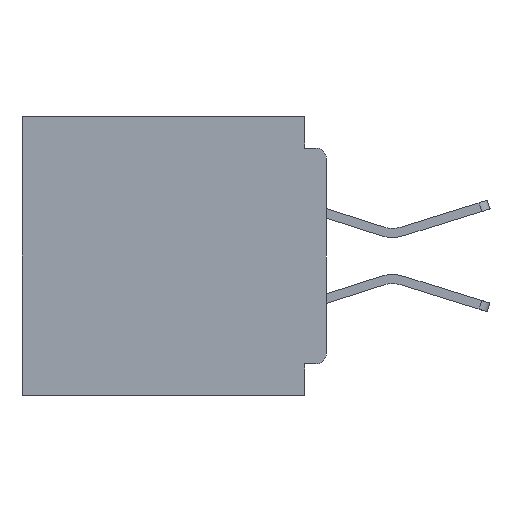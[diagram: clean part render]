
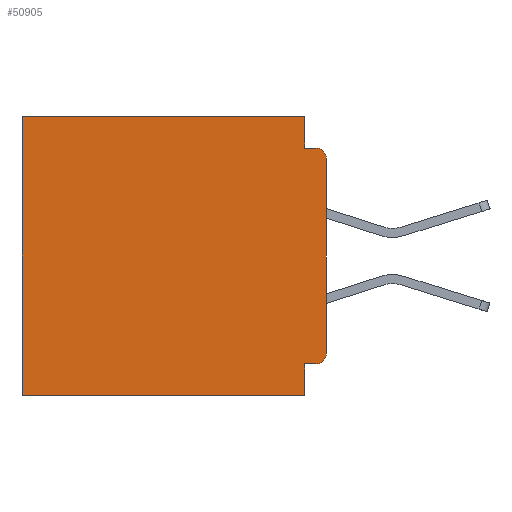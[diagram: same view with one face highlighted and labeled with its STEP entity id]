
A CAD part, left-side view. The second image highlights one B-rep face of the part: STEP entity #50905.
In plain terms, the highlighted planar face has unit normal (-1, 0, 0).
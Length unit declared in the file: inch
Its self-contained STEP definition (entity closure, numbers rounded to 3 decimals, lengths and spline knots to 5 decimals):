
#1630 = CARTESIAN_POINT ( 'NONE',  ( 0.3, 0.437, 0. ) ) ;
#2063 = EDGE_CURVE ( 'NONE', #36379, #4534, #27018, .T. ) ;
#2365 = EDGE_CURVE ( 'NONE', #22492, #34070, #10635, .T. ) ;
#2680 = EDGE_CURVE ( 'NONE', #45872, #34070, #20139, .T. ) ;
#4534 = VERTEX_POINT ( 'NONE', #47014 ) ;
#5204 = CARTESIAN_POINT ( 'NONE',  ( 0.3, 0.031, 0. ) ) ;
#5807 = CARTESIAN_POINT ( 'NONE',  ( 0.3, 0., -0.4 ) ) ;
#6158 = CARTESIAN_POINT ( 'NONE',  ( 0.3, 0., -0.34 ) ) ;
#7570 = DIRECTION ( 'NONE',  ( -1., 0., 0. ) ) ;
#7682 = CARTESIAN_POINT ( 'NONE',  ( 0.3, 0.031, 0. ) ) ;
#8911 = VECTOR ( 'NONE', #54984, 39.37008 ) ;
#9369 = DIRECTION ( 'NONE',  ( 0., 1., 0. ) ) ;
#10167 = DIRECTION ( 'NONE',  ( 0., 0., -1. ) ) ;
#10635 = LINE ( 'NONE', #13206, #55249 ) ;
#10964 = CARTESIAN_POINT ( 'NONE',  ( 0.3, 0., 0. ) ) ;
#13084 = CARTESIAN_POINT ( 'NONE',  ( 0.3, 0.015, -0.34 ) ) ;
#13206 = CARTESIAN_POINT ( 'NONE',  ( 0.3, 0., -0.045 ) ) ;
#13560 = VERTEX_POINT ( 'NONE', #39536 ) ;
#15065 = CIRCLE ( 'NONE', #54906, 0.015 ) ;
#15911 = VECTOR ( 'NONE', #44463, 39.37008 ) ;
#16961 = VERTEX_POINT ( 'NONE', #6158 ) ;
#17481 = DIRECTION ( 'NONE',  ( 0., 0., -1. ) ) ;
#17558 = ORIENTED_EDGE ( 'NONE', *, *, #2680, .T. ) ;
#18361 = CARTESIAN_POINT ( 'NONE',  ( 0.3, 0., -0.4 ) ) ;
#18828 = LINE ( 'NONE', #7682, #51960 ) ;
#20139 = CIRCLE ( 'NONE', #55929, 0.015 ) ;
#20185 = CARTESIAN_POINT ( 'NONE',  ( 0.3, 0.031, -0.4 ) ) ;
#20187 = EDGE_CURVE ( 'NONE', #51382, #36379, #22747, .T. ) ;
#21876 = EDGE_CURVE ( 'NONE', #50977, #16961, #15065, .T. ) ;
#21974 = CARTESIAN_POINT ( 'NONE',  ( 0.3, 0.031, -0.045 ) ) ;
#22006 = CARTESIAN_POINT ( 'NONE',  ( 0.3, 0.015, -0.045 ) ) ;
#22492 = VERTEX_POINT ( 'NONE', #21974 ) ;
#22747 = LINE ( 'NONE', #10964, #45764 ) ;
#22846 = EDGE_CURVE ( 'NONE', #50977, #13560, #52238, .T. ) ;
#23110 = PLANE ( 'NONE',  #34226 ) ;
#23601 = ORIENTED_EDGE ( 'NONE', *, *, #30988, .F. ) ;
#23632 = LINE ( 'NONE', #39757, #45278 ) ;
#23678 = CARTESIAN_POINT ( 'NONE',  ( 0.3, 0.015, -0.355 ) ) ;
#24341 = ORIENTED_EDGE ( 'NONE', *, *, #2063, .T. ) ;
#24841 = CARTESIAN_POINT ( 'NONE',  ( 0.3, 0., -0.355 ) ) ;
#25702 = ORIENTED_EDGE ( 'NONE', *, *, #38399, .F. ) ;
#27018 = LINE ( 'NONE', #46121, #35790 ) ;
#27156 = ORIENTED_EDGE ( 'NONE', *, *, #39891, .F. ) ;
#27938 = FACE_OUTER_BOUND ( 'NONE', #45738, .T. ) ;
#28126 = ORIENTED_EDGE ( 'NONE', *, *, #2365, .F. ) ;
#30988 = EDGE_CURVE ( 'NONE', #51382, #22492, #18828, .T. ) ;
#31549 = ORIENTED_EDGE ( 'NONE', *, *, #21876, .T. ) ;
#34070 = VERTEX_POINT ( 'NONE', #22006 ) ;
#34226 = AXIS2_PLACEMENT_3D ( 'NONE', #5807, #36189, #10167 ) ;
#35790 = VECTOR ( 'NONE', #39658, 39.37008 ) ;
#36189 = DIRECTION ( 'NONE',  ( 1., 0., 0. ) ) ;
#36379 = VERTEX_POINT ( 'NONE', #1630 ) ;
#38399 = EDGE_CURVE ( 'NONE', #13560, #51975, #44023, .T. ) ;
#39536 = CARTESIAN_POINT ( 'NONE',  ( 0.3, 0.031, -0.355 ) ) ;
#39658 = DIRECTION ( 'NONE',  ( 0., 0., -1. ) ) ;
#39757 = CARTESIAN_POINT ( 'NONE',  ( 0.3, 0., -0.4 ) ) ;
#39891 = EDGE_CURVE ( 'NONE', #51975, #4534, #23632, .T. ) ;
#39914 = ORIENTED_EDGE ( 'NONE', *, *, #55400, .F. ) ;
#40345 = LINE ( 'NONE', #18361, #15911 ) ;
#40986 = DIRECTION ( 'NONE',  ( 0., 0., -1. ) ) ;
#41325 = DIRECTION ( 'NONE',  ( 0., 1., 0. ) ) ;
#41844 = CARTESIAN_POINT ( 'NONE',  ( 0.3, 0., -0.06 ) ) ;
#43429 = DIRECTION ( 'NONE',  ( -1., 0., 0. ) ) ;
#43722 = CARTESIAN_POINT ( 'NONE',  ( 0.3, 0.031, -0.4 ) ) ;
#44023 = LINE ( 'NONE', #20185, #54065 ) ;
#44463 = DIRECTION ( 'NONE',  ( 0., 0., -1. ) ) ;
#44559 = ORIENTED_EDGE ( 'NONE', *, *, #22846, .F. ) ;
#45278 = VECTOR ( 'NONE', #9369, 39.37008 ) ;
#45738 = EDGE_LOOP ( 'NONE', ( #39914, #17558, #28126, #23601, #51610, #24341, #27156, #25702, #44559, #31549 ) ) ;
#45764 = VECTOR ( 'NONE', #41325, 39.37008 ) ;
#45872 = VERTEX_POINT ( 'NONE', #41844 ) ;
#46094 = DIRECTION ( 'NONE',  ( 0., 0., -1. ) ) ;
#46121 = CARTESIAN_POINT ( 'NONE',  ( 0.3, 0.437, -0.4 ) ) ;
#46976 = CARTESIAN_POINT ( 'NONE',  ( 0.3, 0.015, -0.06 ) ) ;
#47014 = CARTESIAN_POINT ( 'NONE',  ( 0.3, 0.437, -0.4 ) ) ;
#50196 = DIRECTION ( 'NONE',  ( 0., -1., 0. ) ) ;
#50806 = DIRECTION ( 'NONE',  ( 0., 0., -1. ) ) ;
#50905 = ADVANCED_FACE ( 'NONE', ( #27938 ), #23110, .F. ) ;
#50977 = VERTEX_POINT ( 'NONE', #23678 ) ;
#51382 = VERTEX_POINT ( 'NONE', #5204 ) ;
#51610 = ORIENTED_EDGE ( 'NONE', *, *, #20187, .T. ) ;
#51960 = VECTOR ( 'NONE', #50806, 39.37008 ) ;
#51975 = VERTEX_POINT ( 'NONE', #43722 ) ;
#52238 = LINE ( 'NONE', #24841, #8911 ) ;
#54065 = VECTOR ( 'NONE', #46094, 39.37008 ) ;
#54906 = AXIS2_PLACEMENT_3D ( 'NONE', #13084, #43429, #17481 ) ;
#54984 = DIRECTION ( 'NONE',  ( 0., 1., 0. ) ) ;
#55249 = VECTOR ( 'NONE', #50196, 39.37008 ) ;
#55400 = EDGE_CURVE ( 'NONE', #45872, #16961, #40345, .T. ) ;
#55929 = AXIS2_PLACEMENT_3D ( 'NONE', #46976, #7570, #40986 ) ;
